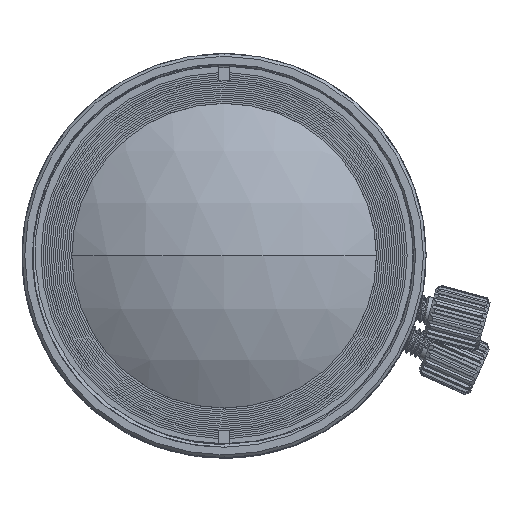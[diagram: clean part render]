
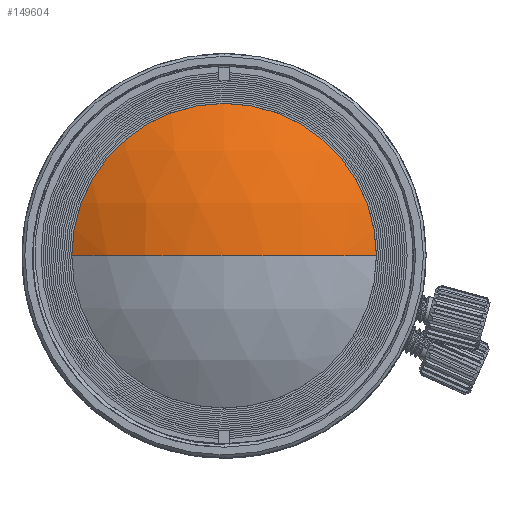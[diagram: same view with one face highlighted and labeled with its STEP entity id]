
A CAD part, top view. The second image highlights one B-rep face of the part: STEP entity #149604.
In plain terms, the highlighted spherical face has radius 20.918 mm.
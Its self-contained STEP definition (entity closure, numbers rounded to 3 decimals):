
#7543 = VERTEX_POINT ( 'NONE', #165678 ) ;
#10584 = ORIENTED_EDGE ( 'NONE', *, *, #205434, .T. ) ;
#16974 = EDGE_CURVE ( 'NONE', #154489, #240972, #274835, .T. ) ;
#34440 = DIRECTION ( 'NONE',  ( -1., 0., 0. ) ) ;
#42960 = DIRECTION ( 'NONE',  ( 0., 0., -1. ) ) ;
#61006 = EDGE_CURVE ( 'NONE', #154489, #7543, #62601, .T. ) ;
#62601 = CIRCLE ( 'NONE', #193996, 20.918 ) ;
#71010 = DIRECTION ( 'NONE',  ( -1., 0., 0. ) ) ;
#103778 = DIRECTION ( 'NONE',  ( 0., 0., 1. ) ) ;
#110315 = CARTESIAN_POINT ( 'NONE',  ( 0., 0., 16.937 ) ) ;
#110896 = DIRECTION ( 'NONE',  ( -1., 0., 0. ) ) ;
#117674 = FACE_OUTER_BOUND ( 'NONE', #156672, .T. ) ;
#149604 = ADVANCED_FACE ( 'NONE', ( #117674 ), #238096, .T. ) ;
#154489 = VERTEX_POINT ( 'NONE', #193412 ) ;
#155160 = AXIS2_PLACEMENT_3D ( 'NONE', #178314, #250774, #110896 ) ;
#156672 = EDGE_LOOP ( 'NONE', ( #241325, #169183, #10584 ) ) ;
#165678 = CARTESIAN_POINT ( 'NONE',  ( -10.934, 0., 34.77 ) ) ;
#168839 = CIRCLE ( 'NONE', #252137, 10.934 ) ;
#169183 = ORIENTED_EDGE ( 'NONE', *, *, #16974, .T. ) ;
#178314 = CARTESIAN_POINT ( 'NONE',  ( 0., 0., 16.937 ) ) ;
#193412 = CARTESIAN_POINT ( 'NONE',  ( 0., 0., 37.855 ) ) ;
#193996 = AXIS2_PLACEMENT_3D ( 'NONE', #110315, #251211, #42960 ) ;
#205434 = EDGE_CURVE ( 'NONE', #240972, #7543, #168839, .T. ) ;
#210857 = DIRECTION ( 'NONE',  ( 0., 1., 0. ) ) ;
#238096 = SPHERICAL_SURFACE ( 'NONE', #155160, 20.918 ) ;
#240972 = VERTEX_POINT ( 'NONE', #280173 ) ;
#241325 = ORIENTED_EDGE ( 'NONE', *, *, #61006, .F. ) ;
#250774 = DIRECTION ( 'NONE',  ( 0., 1., 0. ) ) ;
#251211 = DIRECTION ( 'NONE',  ( 0., -1., 0. ) ) ;
#252137 = AXIS2_PLACEMENT_3D ( 'NONE', #289558, #103778, #34440 ) ;
#274835 = CIRCLE ( 'NONE', #283686, 20.918 ) ;
#279178 = CARTESIAN_POINT ( 'NONE',  ( 0., 0., 16.937 ) ) ;
#280173 = CARTESIAN_POINT ( 'NONE',  ( 10.934, 0., 34.77 ) ) ;
#283686 = AXIS2_PLACEMENT_3D ( 'NONE', #279178, #210857, #71010 ) ;
#289558 = CARTESIAN_POINT ( 'NONE',  ( 0., 0., 34.77 ) ) ;
